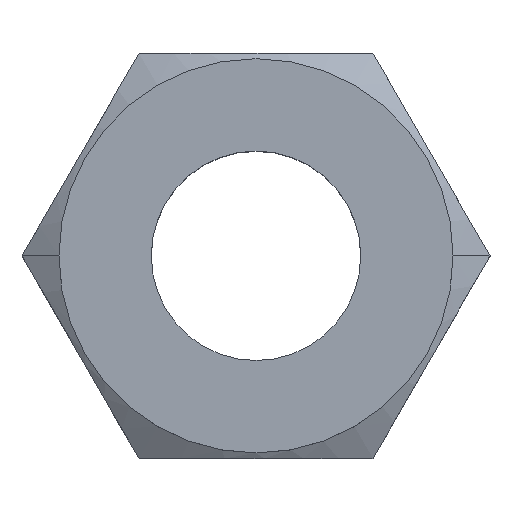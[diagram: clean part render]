
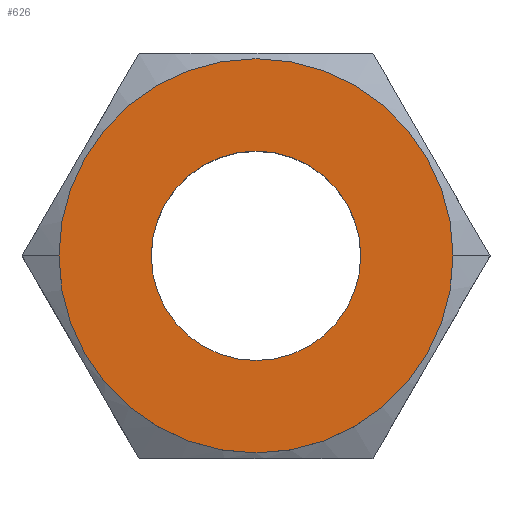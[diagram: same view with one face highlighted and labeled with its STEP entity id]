
A CAD part, top view. The second image highlights one B-rep face of the part: STEP entity #626.
In plain terms, the highlighted planar face has unit normal (0, 0, 1).
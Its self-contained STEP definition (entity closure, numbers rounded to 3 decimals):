
#30 = ORIENTED_EDGE ( 'NONE', *, *, #364, .T. ) ;
#35 = DIRECTION ( 'NONE',  ( 1., 0., 0. ) ) ;
#50 = CIRCLE ( 'NONE', #595, 3.89 ) ;
#60 = CARTESIAN_POINT ( 'NONE',  ( 0., 0., 0.38 ) ) ;
#62 = CARTESIAN_POINT ( 'NONE',  ( 0., 0., 0.38 ) ) ;
#71 = DIRECTION ( 'NONE',  ( 0., 0., 1. ) ) ;
#109 = ORIENTED_EDGE ( 'NONE', *, *, #465, .F. ) ;
#117 = ORIENTED_EDGE ( 'NONE', *, *, #312, .T. ) ;
#122 = DIRECTION ( 'NONE',  ( 1., 0., 0. ) ) ;
#123 = DIRECTION ( 'NONE',  ( 1., 0., 0. ) ) ;
#173 = VERTEX_POINT ( 'NONE', #281 ) ;
#185 = VERTEX_POINT ( 'NONE', #454 ) ;
#190 = ORIENTED_EDGE ( 'NONE', *, *, #392, .F. ) ;
#203 = VERTEX_POINT ( 'NONE', #550 ) ;
#212 = DIRECTION ( 'NONE',  ( -1., 0., 0. ) ) ;
#253 = DIRECTION ( 'NONE',  ( 0., 0., 1. ) ) ;
#267 = CARTESIAN_POINT ( 'NONE',  ( 2.067, 0., 0.38 ) ) ;
#280 = CIRCLE ( 'NONE', #576, 2.067 ) ;
#281 = CARTESIAN_POINT ( 'NONE',  ( -2.067, 0., 0.38 ) ) ;
#294 = PLANE ( 'NONE',  #470 ) ;
#305 = EDGE_LOOP ( 'NONE', ( #190, #109 ) ) ;
#312 = EDGE_CURVE ( 'NONE', #185, #203, #515, .T. ) ;
#318 = FACE_OUTER_BOUND ( 'NONE', #449, .T. ) ;
#334 = DIRECTION ( 'NONE',  ( 0., 0., 1. ) ) ;
#364 = EDGE_CURVE ( 'NONE', #203, #185, #50, .T. ) ;
#375 = CARTESIAN_POINT ( 'NONE',  ( 0., 0., 0.38 ) ) ;
#392 = EDGE_CURVE ( 'NONE', #399, #173, #280, .T. ) ;
#399 = VERTEX_POINT ( 'NONE', #267 ) ;
#419 = DIRECTION ( 'NONE',  ( 0., 0., 1. ) ) ;
#420 = DIRECTION ( 'NONE',  ( 0., 0., 1. ) ) ;
#427 = DIRECTION ( 'NONE',  ( 1., 0., 0. ) ) ;
#449 = EDGE_LOOP ( 'NONE', ( #30, #117 ) ) ;
#454 = CARTESIAN_POINT ( 'NONE',  ( 3.89, 0., 0.38 ) ) ;
#465 = EDGE_CURVE ( 'NONE', #173, #399, #616, .T. ) ;
#468 = FACE_BOUND ( 'NONE', #305, .T. ) ;
#470 = AXIS2_PLACEMENT_3D ( 'NONE', #516, #253, #212 ) ;
#515 = CIRCLE ( 'NONE', #630, 3.89 ) ;
#516 = CARTESIAN_POINT ( 'NONE',  ( 0., 0., 0.38 ) ) ;
#550 = CARTESIAN_POINT ( 'NONE',  ( -3.89, 0., 0.38 ) ) ;
#556 = AXIS2_PLACEMENT_3D ( 'NONE', #62, #420, #123 ) ;
#576 = AXIS2_PLACEMENT_3D ( 'NONE', #375, #71, #427 ) ;
#595 = AXIS2_PLACEMENT_3D ( 'NONE', #60, #419, #122 ) ;
#616 = CIRCLE ( 'NONE', #556, 2.067 ) ;
#626 = ADVANCED_FACE ( 'NONE', ( #468, #318 ), #294, .T. ) ;
#630 = AXIS2_PLACEMENT_3D ( 'NONE', #639, #334, #35 ) ;
#639 = CARTESIAN_POINT ( 'NONE',  ( 0., 0., 0.38 ) ) ;
